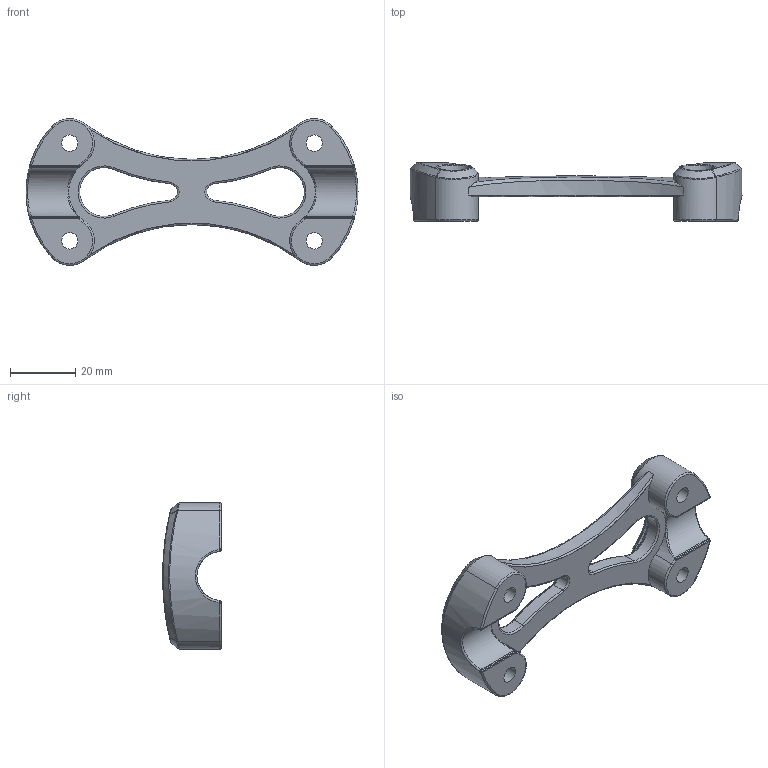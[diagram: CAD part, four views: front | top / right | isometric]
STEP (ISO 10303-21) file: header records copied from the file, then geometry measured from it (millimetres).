
FILE_DESCRIPTION(/* description */ (''),/* implementation_level */ '2;1');
FILE_NAME(/* name */ 'Bracket v1 v4.step',/* time_stamp */ '2018-04-18T11:26:11+02:00',/* author */ ('fusion8B7BR'),/* organization */ (''),/* preprocessor_version */ 'ST-DEVELOPER v16.13',/* originating_system */ 'Autodesk Translation Framework v6.5.0.72',/* authorisation */ '');
FILE_SCHEMA (('AUTOMOTIVE_DESIGN { 1 0 10303 214 3 1 1 }'));
Length unit declared in the file: millimetre
Products named in the file (2): Bracket v1 v4; Component1
Assembly tree (1 placements, depth 2):
  Bracket v1 v4
    Component1
Bounding box: 101.86 x 18.03 x 45 mm (x, y, z)
Volume: 23789.9 mm3; surface area: 10505.8 mm2
Topology: 1 solids, 1 shells, 230 faces, 526 edges, 298 vertices
Faces by surface type: bspline 136, cylinder 43, torus 22, sphere 16, plane 13
Full cylindrical faces by diameter (mm): 5 x4, 10 x4
Entity records: 10297 total; most frequent: CARTESIAN_POINT 5747, ORIENTED_EDGE 1052, DIRECTION 734, EDGE_CURVE 526, AXIS2_PLACEMENT_3D 325, VERTEX_POINT 302, EDGE_LOOP 246, FACE_OUTER_BOUND 230
